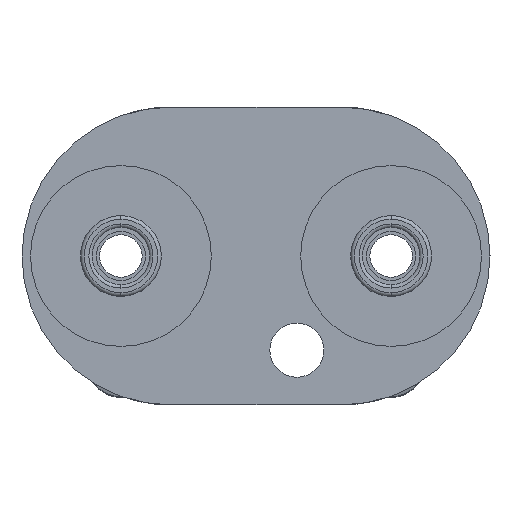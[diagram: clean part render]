
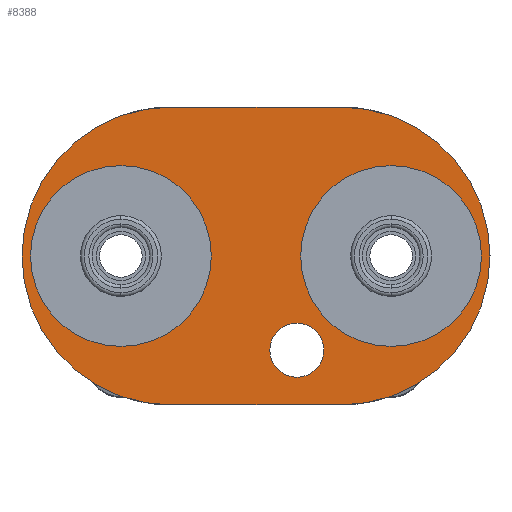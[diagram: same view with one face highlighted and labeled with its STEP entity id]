
A CAD part, left-side view. The second image highlights one B-rep face of the part: STEP entity #8388.
In plain terms, the highlighted planar face has unit normal (-1, 0, 0).
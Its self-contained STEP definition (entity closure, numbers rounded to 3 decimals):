
#70 = CIRCLE ( 'NONE', #17744, 1.27 ) ;
#132 = CIRCLE ( 'NONE', #8437, 1.27 ) ;
#169 = CARTESIAN_POINT ( 'NONE',  ( -25.9, 4., -7. ) ) ;
#366 = CIRCLE ( 'NONE', #13141, 4.25 ) ;
#510 = VERTEX_POINT ( 'NONE', #3397 ) ;
#531 = ORIENTED_EDGE ( 'NONE', *, *, #16753, .T. ) ;
#672 = ORIENTED_EDGE ( 'NONE', *, *, #1137, .T. ) ;
#766 = ORIENTED_EDGE ( 'NONE', *, *, #8239, .T. ) ;
#887 = CARTESIAN_POINT ( 'NONE',  ( -25.9, -1.92, -4.43 ) ) ;
#964 = CARTESIAN_POINT ( 'NONE',  ( -25.9, -6.35, 0. ) ) ;
#1137 = EDGE_CURVE ( 'NONE', #8334, #14032, #10187, .T. ) ;
#1357 = DIRECTION ( 'NONE',  ( -1., 0., 0. ) ) ;
#1717 = AXIS2_PLACEMENT_3D ( 'NONE', #2946, #13226, #14773 ) ;
#1844 = CIRCLE ( 'NONE', #7988, 4.25 ) ;
#1871 = VERTEX_POINT ( 'NONE', #17774 ) ;
#2109 = EDGE_CURVE ( 'NONE', #11591, #9641, #6942, .T. ) ;
#2151 = VECTOR ( 'NONE', #8295, 1000. ) ;
#2312 = ORIENTED_EDGE ( 'NONE', *, *, #9738, .F. ) ;
#2599 = ORIENTED_EDGE ( 'NONE', *, *, #11110, .F. ) ;
#2840 = FACE_BOUND ( 'NONE', #14874, .T. ) ;
#2946 = CARTESIAN_POINT ( 'NONE',  ( -25.9, 0.65, 0. ) ) ;
#3397 = CARTESIAN_POINT ( 'NONE',  ( -25.9, -1.92, -5.7 ) ) ;
#3864 = DIRECTION ( 'NONE',  ( 0., 0., -1. ) ) ;
#4082 = EDGE_CURVE ( 'NONE', #13882, #5814, #15177, .T. ) ;
#4132 = DIRECTION ( 'NONE',  ( 0., 0., 1. ) ) ;
#4134 = DIRECTION ( 'NONE',  ( 0., 0., 1. ) ) ;
#4604 = VECTOR ( 'NONE', #14686, 1000. ) ;
#4688 = ORIENTED_EDGE ( 'NONE', *, *, #16260, .T. ) ;
#4903 = DIRECTION ( 'NONE',  ( 0., 0., 1. ) ) ;
#5263 = AXIS2_PLACEMENT_3D ( 'NONE', #13724, #9247, #4903 ) ;
#5666 = CARTESIAN_POINT ( 'NONE',  ( -25.9, 4., 7. ) ) ;
#5814 = VERTEX_POINT ( 'NONE', #9574 ) ;
#5975 = CARTESIAN_POINT ( 'NONE',  ( -25.9, -4., -7. ) ) ;
#6108 = CARTESIAN_POINT ( 'NONE',  ( -25.9, 4., 0. ) ) ;
#6284 = CARTESIAN_POINT ( 'NONE',  ( -25.9, -11., 0. ) ) ;
#6942 = CIRCLE ( 'NONE', #10909, 4.25 ) ;
#6947 = DIRECTION ( 'NONE',  ( 1., 0., 0. ) ) ;
#7204 = CARTESIAN_POINT ( 'NONE',  ( -25.9, 4., 0. ) ) ;
#7311 = ORIENTED_EDGE ( 'NONE', *, *, #15984, .T. ) ;
#7988 = AXIS2_PLACEMENT_3D ( 'NONE', #11518, #17420, #4134 ) ;
#8239 = EDGE_CURVE ( 'NONE', #16950, #5814, #12057, .T. ) ;
#8295 = DIRECTION ( 'NONE',  ( 0., -1., 0. ) ) ;
#8334 = VERTEX_POINT ( 'NONE', #169 ) ;
#8388 = ADVANCED_FACE ( 'NONE', ( #10634, #11299, #16137, #2840 ), #10524, .T. ) ;
#8437 = AXIS2_PLACEMENT_3D ( 'NONE', #18136, #17944, #12207 ) ;
#8451 = ORIENTED_EDGE ( 'NONE', *, *, #4082, .F. ) ;
#8580 = VERTEX_POINT ( 'NONE', #12267 ) ;
#8594 = ORIENTED_EDGE ( 'NONE', *, *, #10881, .T. ) ;
#8694 = AXIS2_PLACEMENT_3D ( 'NONE', #6108, #11429, #11872 ) ;
#9247 = DIRECTION ( 'NONE',  ( -1., 0., 0. ) ) ;
#9293 = CARTESIAN_POINT ( 'NONE',  ( -25.9, -6.35, -4.25 ) ) ;
#9494 = DIRECTION ( 'NONE',  ( 0., 0., 1. ) ) ;
#9574 = CARTESIAN_POINT ( 'NONE',  ( -25.9, -4., 7. ) ) ;
#9641 = VERTEX_POINT ( 'NONE', #9293 ) ;
#9738 = EDGE_CURVE ( 'NONE', #18329, #510, #70, .T. ) ;
#10187 = LINE ( 'NONE', #15593, #2151 ) ;
#10524 = PLANE ( 'NONE',  #1717 ) ;
#10634 = FACE_OUTER_BOUND ( 'NONE', #15872, .T. ) ;
#10881 = EDGE_CURVE ( 'NONE', #17954, #1871, #16565, .T. ) ;
#10909 = AXIS2_PLACEMENT_3D ( 'NONE', #964, #12728, #12596 ) ;
#10996 = DIRECTION ( 'NONE',  ( 1., 0., 0. ) ) ;
#11110 = EDGE_CURVE ( 'NONE', #9641, #11591, #1844, .T. ) ;
#11177 = DIRECTION ( 'NONE',  ( -1., 0., 0. ) ) ;
#11299 = FACE_BOUND ( 'NONE', #15513, .T. ) ;
#11429 = DIRECTION ( 'NONE',  ( -1., 0., 0. ) ) ;
#11518 = CARTESIAN_POINT ( 'NONE',  ( -25.9, -6.35, 0. ) ) ;
#11591 = VERTEX_POINT ( 'NONE', #17855 ) ;
#11649 = DIRECTION ( 'NONE',  ( 0., 0., 1. ) ) ;
#11818 = ORIENTED_EDGE ( 'NONE', *, *, #16537, .F. ) ;
#11872 = DIRECTION ( 'NONE',  ( 0., 0., 1. ) ) ;
#12057 = CIRCLE ( 'NONE', #15212, 7. ) ;
#12207 = DIRECTION ( 'NONE',  ( 0., 0., -1. ) ) ;
#12267 = CARTESIAN_POINT ( 'NONE',  ( -25.9, 11., 0. ) ) ;
#12302 = CIRCLE ( 'NONE', #8694, 7. ) ;
#12344 = CARTESIAN_POINT ( 'NONE',  ( -25.9, 6.35, 0. ) ) ;
#12553 = CIRCLE ( 'NONE', #5263, 7. ) ;
#12596 = DIRECTION ( 'NONE',  ( 0., 0., 1. ) ) ;
#12728 = DIRECTION ( 'NONE',  ( -1., 0., 0. ) ) ;
#12997 = ORIENTED_EDGE ( 'NONE', *, *, #14402, .T. ) ;
#13141 = AXIS2_PLACEMENT_3D ( 'NONE', #17294, #6947, #4132 ) ;
#13226 = DIRECTION ( 'NONE',  ( -1., 0., 0. ) ) ;
#13239 = CARTESIAN_POINT ( 'NONE',  ( -25.9, 6.35, 4.25 ) ) ;
#13372 = AXIS2_PLACEMENT_3D ( 'NONE', #7204, #1357, #11649 ) ;
#13500 = CARTESIAN_POINT ( 'NONE',  ( -25.9, -4., 0. ) ) ;
#13537 = CIRCLE ( 'NONE', #13372, 7. ) ;
#13724 = CARTESIAN_POINT ( 'NONE',  ( -25.9, -4., 0. ) ) ;
#13882 = VERTEX_POINT ( 'NONE', #5666 ) ;
#14032 = VERTEX_POINT ( 'NONE', #5975 ) ;
#14402 = EDGE_CURVE ( 'NONE', #8580, #8334, #13537, .T. ) ;
#14686 = DIRECTION ( 'NONE',  ( 0., -1., 0. ) ) ;
#14773 = DIRECTION ( 'NONE',  ( 0., 0., 1. ) ) ;
#14874 = EDGE_LOOP ( 'NONE', ( #11818, #2312 ) ) ;
#15177 = LINE ( 'NONE', #17846, #4604 ) ;
#15212 = AXIS2_PLACEMENT_3D ( 'NONE', #13500, #15284, #15343 ) ;
#15284 = DIRECTION ( 'NONE',  ( -1., 0., 0. ) ) ;
#15343 = DIRECTION ( 'NONE',  ( 0., 0., 1. ) ) ;
#15513 = EDGE_LOOP ( 'NONE', ( #8594, #4688 ) ) ;
#15593 = CARTESIAN_POINT ( 'NONE',  ( -25.9, 0.65, -7. ) ) ;
#15872 = EDGE_LOOP ( 'NONE', ( #531, #12997, #672, #7311, #766, #8451 ) ) ;
#15984 = EDGE_CURVE ( 'NONE', #14032, #16950, #12553, .T. ) ;
#16137 = FACE_BOUND ( 'NONE', #16192, .T. ) ;
#16192 = EDGE_LOOP ( 'NONE', ( #2599, #16855 ) ) ;
#16260 = EDGE_CURVE ( 'NONE', #1871, #17954, #366, .T. ) ;
#16537 = EDGE_CURVE ( 'NONE', #510, #18329, #132, .T. ) ;
#16565 = CIRCLE ( 'NONE', #18871, 4.25 ) ;
#16753 = EDGE_CURVE ( 'NONE', #13882, #8580, #12302, .T. ) ;
#16855 = ORIENTED_EDGE ( 'NONE', *, *, #2109, .F. ) ;
#16950 = VERTEX_POINT ( 'NONE', #6284 ) ;
#17294 = CARTESIAN_POINT ( 'NONE',  ( -25.9, 6.35, 0. ) ) ;
#17420 = DIRECTION ( 'NONE',  ( -1., 0., 0. ) ) ;
#17744 = AXIS2_PLACEMENT_3D ( 'NONE', #887, #11177, #3864 ) ;
#17774 = CARTESIAN_POINT ( 'NONE',  ( -25.9, 6.35, -4.25 ) ) ;
#17846 = CARTESIAN_POINT ( 'NONE',  ( -25.9, 0.65, 7. ) ) ;
#17855 = CARTESIAN_POINT ( 'NONE',  ( -25.9, -6.35, 4.25 ) ) ;
#17884 = CARTESIAN_POINT ( 'NONE',  ( -25.9, -1.92, -3.16 ) ) ;
#17944 = DIRECTION ( 'NONE',  ( -1., 0., 0. ) ) ;
#17954 = VERTEX_POINT ( 'NONE', #13239 ) ;
#18136 = CARTESIAN_POINT ( 'NONE',  ( -25.9, -1.92, -4.43 ) ) ;
#18329 = VERTEX_POINT ( 'NONE', #17884 ) ;
#18871 = AXIS2_PLACEMENT_3D ( 'NONE', #12344, #10996, #9494 ) ;
